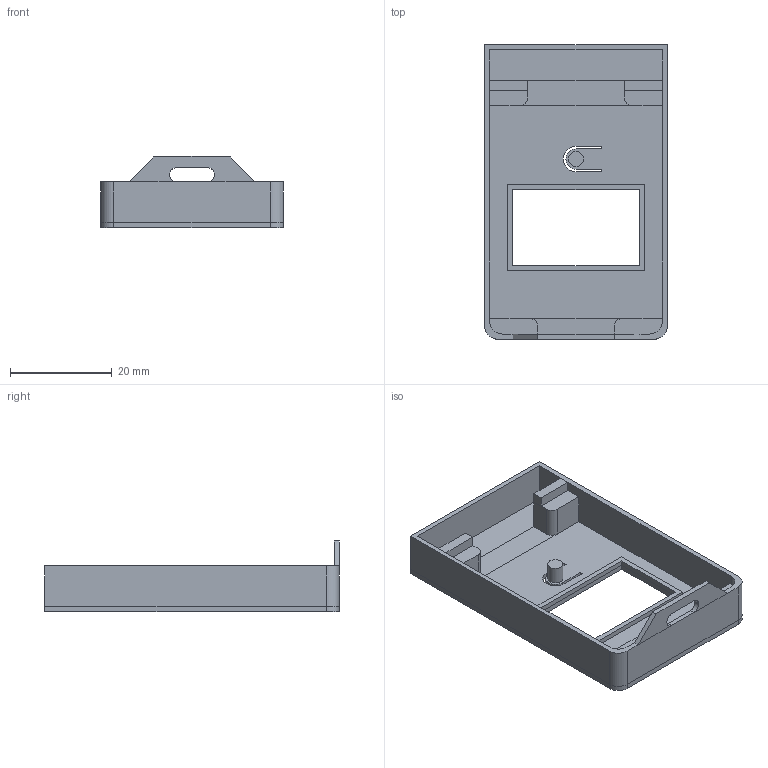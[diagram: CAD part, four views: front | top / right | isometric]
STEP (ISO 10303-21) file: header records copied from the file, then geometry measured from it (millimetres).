
FILE_DESCRIPTION(('FreeCAD Model'),'2;1');
FILE_NAME('Open CASCADE Shape Model','2026-01-09T09:55:53',(''),(''), 'Open CASCADE STEP processor 7.8','FreeCAD','Unknown');
FILE_SCHEMA(('AUTOMOTIVE_DESIGN { 1 0 10303 214 1 1 1 1 }'));
Length unit declared in the file: millimetre
Products named in the file (1): Bottom
Bounding box: 36 x 58 x 14 mm (x, y, z)
Volume: 4182.1 mm3; surface area: 7229 mm2
Topology: 1 solids, 1 shells, 91 faces, 241 edges, 152 vertices
Faces by surface type: plane 74, cylinder 17
Full cylindrical faces by diameter (mm): 3 x1
Entity records: 5968 total; most frequent: CARTESIAN_POINT 1051, DIRECTION 925, LINE 661, VECTOR 661, ORIENTED_EDGE 482, PCURVE 482, DEFINITIONAL_REPRESENTATION 482, EDGE_CURVE 241
